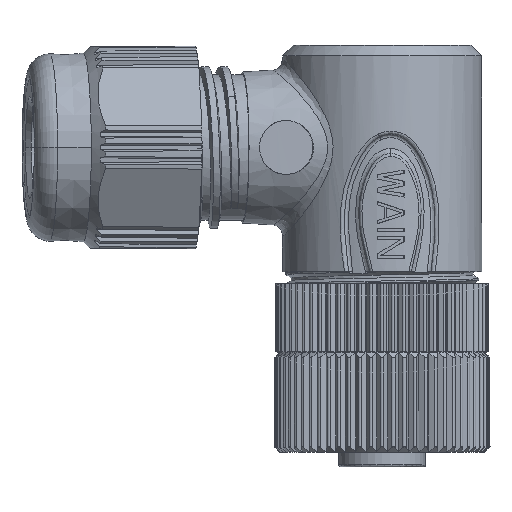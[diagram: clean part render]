
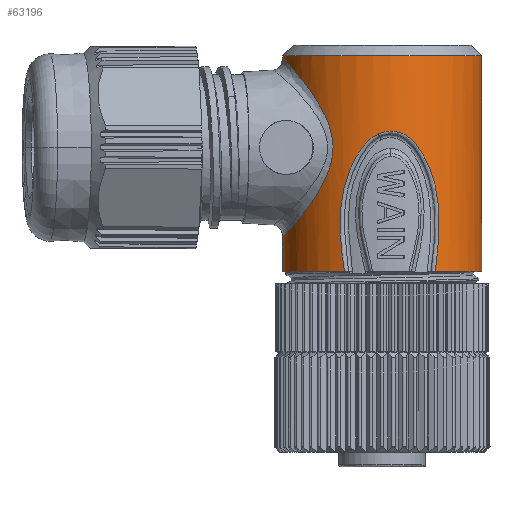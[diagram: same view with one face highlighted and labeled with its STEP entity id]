
A CAD part, top view. The second image highlights one B-rep face of the part: STEP entity #63196.
In plain terms, the highlighted cylindrical face has radius 9.25 mm (diameter 18.5 mm), a partial arc.
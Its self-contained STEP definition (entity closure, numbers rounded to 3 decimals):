
#11595=CARTESIAN_POINT('',(0.,7.5,0.));
#11596=DIRECTION('',(0.,1.,0.));
#11597=DIRECTION('',(0.533,0.,0.846));
#11598=AXIS2_PLACEMENT_3D('',#11595,#11596,#11597);
#11625=CARTESIAN_POINT('',(0.,7.5,0.));
#11626=DIRECTION('',(0.,1.,0.));
#11627=DIRECTION('',(-0.996,0.,0.087));
#11628=AXIS2_PLACEMENT_3D('',#11625,#11626,#11627);
#12545=CARTESIAN_POINT('',(4.933,7.5,7.825));
#12546=CARTESIAN_POINT('',(5.022,8.134,7.769));
#12547=CARTESIAN_POINT('',(5.164,9.291,7.675));
#12548=CARTESIAN_POINT('',(5.267,10.705,7.604));
#12549=CARTESIAN_POINT('',(5.308,11.769,7.575));
#12550=CARTESIAN_POINT('',(5.26,13.466,7.61));
#12551=CARTESIAN_POINT('',(5.061,14.903,7.745));
#12552=CARTESIAN_POINT('',(4.759,16.129,7.935));
#12553=CARTESIAN_POINT('',(4.398,17.118,8.141));
#12554=CARTESIAN_POINT('',(4.059,17.86,8.314));
#12555=CARTESIAN_POINT('',(3.687,18.574,8.491));
#12556=CARTESIAN_POINT('',(3.036,19.446,8.743));
#12557=CARTESIAN_POINT('',(2.714,19.77,8.847));
#12558=CARTESIAN_POINT('',(2.065,20.225,9.025));
#12559=CARTESIAN_POINT('',(1.463,20.445,9.14));
#12560=CARTESIAN_POINT('',(0.834,20.514,
9.22));
#12561=CARTESIAN_POINT('',(0.18,20.45,
9.255));
#12562=CARTESIAN_POINT('',(-0.181,20.329,
9.25));
#12563=CARTESIAN_POINT('',(-0.351,20.249,
9.243));
#12565=CARTESIAN_POINT('',(-0.351,20.249,
9.243));
#12566=CARTESIAN_POINT('',(-0.444,20.207,
9.24));
#12567=CARTESIAN_POINT('',(-0.633,20.109,
9.23));
#12568=CARTESIAN_POINT('',(-0.924,19.917,
9.205));
#12569=CARTESIAN_POINT('',(-1.223,19.671,
9.17));
#12570=CARTESIAN_POINT('',(-1.533,19.362,
9.124));
#12571=CARTESIAN_POINT('',(-1.849,18.98,
9.065));
#12572=CARTESIAN_POINT('',(-2.17,18.519,
8.994));
#12573=CARTESIAN_POINT('',(-2.493,17.97,
8.91));
#12574=CARTESIAN_POINT('',(-2.82,17.328,
8.812));
#12575=CARTESIAN_POINT('',(-3.138,16.584,
8.703));
#12576=CARTESIAN_POINT('',(-3.404,15.795,
8.602));
#12577=CARTESIAN_POINT('',(-3.609,14.985,
8.518));
#12578=CARTESIAN_POINT('',(-3.761,14.118,
8.451));
#12579=CARTESIAN_POINT('',(-3.863,13.128,
8.405));
#12580=CARTESIAN_POINT('',(-3.904,11.989,
8.386));
#12581=CARTESIAN_POINT('',(-3.869,10.686,
8.402));
#12582=CARTESIAN_POINT('',(-3.745,9.208,
8.458));
#12583=CARTESIAN_POINT('',(-3.592,8.09,
8.525));
#12584=CARTESIAN_POINT('',(-3.495,7.5,
8.564));
#12586=DIRECTION('',(0.,1.,0.));
#12587=VECTOR('',#12586,3.326);
#12588=CARTESIAN_POINT('',(-9.215,7.5,0.806));
#12589=LINE('',#12588,#12587);
#12597=CARTESIAN_POINT('',(0.,27.5,0.));
#12598=DIRECTION('',(0.,-1.,0.));
#12599=DIRECTION('',(0.996,0.,-0.087));
#12600=AXIS2_PLACEMENT_3D('',#12597,#12598,#12599);
#12688=DIRECTION('',(0.,-1.,0.));
#12689=VECTOR('',#12688,0.326);
#12690=CARTESIAN_POINT('',(-9.215,27.5,0.806));
#12691=LINE('',#12690,#12689);
#12721=DIRECTION('',(0.,1.,0.));
#12722=VECTOR('',#12721,20.);
#12723=CARTESIAN_POINT('',(9.215,7.5,-0.806));
#12724=LINE('',#12723,#12722);
#12905=CARTESIAN_POINT('',(-9.215,27.174,
0.806));
#12906=CARTESIAN_POINT('',(-9.199,27.174,
0.982));
#12907=CARTESIAN_POINT('',(-9.158,27.16,
1.336));
#12908=CARTESIAN_POINT('',(-9.065,27.099,
1.869));
#12909=CARTESIAN_POINT('',(-8.938,26.993,
2.403));
#12910=CARTESIAN_POINT('',(-8.777,26.842,
2.937));
#12911=CARTESIAN_POINT('',(-8.581,26.642,
3.469));
#12912=CARTESIAN_POINT('',(-8.348,26.39,
3.998));
#12913=CARTESIAN_POINT('',(-8.075,26.08,
4.525));
#12914=CARTESIAN_POINT('',(-7.762,25.709,
5.043));
#12915=CARTESIAN_POINT('',(-7.411,25.271,
5.547));
#12916=CARTESIAN_POINT('',(-7.023,24.765,
6.031));
#12917=CARTESIAN_POINT('',(-6.61,24.194,
6.48));
#12918=CARTESIAN_POINT('',(-6.188,23.567,
6.883));
#12919=CARTESIAN_POINT('',(-5.785,22.912,
7.223));
#12920=CARTESIAN_POINT('',(-5.43,22.261,
7.492));
#12921=CARTESIAN_POINT('',(-5.135,21.633,
7.696));
#12922=CARTESIAN_POINT('',(-4.907,21.048,
7.842));
#12923=CARTESIAN_POINT('',(-4.741,20.501,
7.943));
#12924=CARTESIAN_POINT('',(-4.628,19.984,
8.009));
#12925=CARTESIAN_POINT('',(-4.563,19.489,
8.046));
#12926=CARTESIAN_POINT('',(-4.541,19.007,
8.058));
#12927=CARTESIAN_POINT('',(-4.562,18.526,
8.047));
#12928=CARTESIAN_POINT('',(-4.625,18.033,
8.011));
#12929=CARTESIAN_POINT('',(-4.736,17.517,
7.946));
#12930=CARTESIAN_POINT('',(-4.902,16.968,
7.846));
#12931=CARTESIAN_POINT('',(-5.129,16.379,
7.7));
#12932=CARTESIAN_POINT('',(-5.425,15.748,
7.496));
#12933=CARTESIAN_POINT('',(-5.784,15.09,
7.224));
#12934=CARTESIAN_POINT('',(-6.189,14.432,
6.882));
#12935=CARTESIAN_POINT('',(-6.61,13.806,
6.48));
#12936=CARTESIAN_POINT('',(-7.025,13.233,
6.029));
#12937=CARTESIAN_POINT('',(-7.411,12.728,
5.546));
#12938=CARTESIAN_POINT('',(-7.763,12.29,
5.041));
#12939=CARTESIAN_POINT('',(-8.076,11.919,
4.523));
#12940=CARTESIAN_POINT('',(-8.349,11.61,
3.997));
#12941=CARTESIAN_POINT('',(-8.582,11.358,
3.468));
#12942=CARTESIAN_POINT('',(-8.778,11.158,
2.936));
#12943=CARTESIAN_POINT('',(-8.939,11.006,
2.402));
#12944=CARTESIAN_POINT('',(-9.065,10.901,
1.867));
#12945=CARTESIAN_POINT('',(-9.158,10.84,
1.335));
#12946=CARTESIAN_POINT('',(-9.199,10.826,
0.982));
#12947=CARTESIAN_POINT('',(-9.215,10.826,
0.806));
#39259=CARTESIAN_POINT('',(4.933,7.5,7.825));
#41767=VERTEX_POINT('',#39259);
#41768=CARTESIAN_POINT('',(9.215,7.5,-0.806));
#41769=VERTEX_POINT('',#41768);
#41786=CARTESIAN_POINT('',(-9.215,7.5,0.806));
#41787=VERTEX_POINT('',#41786);
#41788=CARTESIAN_POINT('',(-3.495,7.5,8.564));
#41789=VERTEX_POINT('',#41788);
#41951=VERTEX_POINT('',#12565);
#41952=CARTESIAN_POINT('',(9.215,27.5,-0.806));
#41953=CARTESIAN_POINT('',(-9.215,27.5,0.806));
#41954=VERTEX_POINT('',#41952);
#41955=VERTEX_POINT('',#41953);
#41956=CARTESIAN_POINT('',(-9.215,10.826,
0.806));
#41957=VERTEX_POINT('',#41956);
#41958=VERTEX_POINT('',#12905);
#63174=CARTESIAN_POINT('',(0.,1.3,0.));
#63175=DIRECTION('',(0.,1.,0.));
#63176=DIRECTION('',(0.996,0.,-0.087));
#63177=AXIS2_PLACEMENT_3D('',#63174,#63175,#63176);
#63178=CYLINDRICAL_SURFACE('',#63177,9.25);
#63180=ORIENTED_EDGE('',*,*,#63179,.F.);
#63182=ORIENTED_EDGE('',*,*,#63181,.F.);
#63183=ORIENTED_EDGE('',*,*,#60991,.F.);
#63185=ORIENTED_EDGE('',*,*,#63184,.T.);
#63186=ORIENTED_EDGE('',*,*,#63165,.T.);
#63187=ORIENTED_EDGE('',*,*,#61019,.F.);
#63189=ORIENTED_EDGE('',*,*,#63188,.T.);
#63191=ORIENTED_EDGE('',*,*,#63190,.F.);
#63193=ORIENTED_EDGE('',*,*,#63192,.F.);
#63194=EDGE_LOOP('',(#63180,#63182,#63183,#63185,#63186,#63187,#63189,#63191,
#63193));
#63195=FACE_OUTER_BOUND('',#63194,.F.);
#63196=ADVANCED_FACE('',(#63195),#63178,.T.);
#11599=CIRCLE('',#11598,9.25);
#11629=CIRCLE('',#11628,9.25);
#12564=B_SPLINE_CURVE_WITH_KNOTS('',3,(#12545,#12546,#12547,#12548,#12549,
#12550,#12551,#12552,#12553,#12554,#12555,#12556,#12557,#12558,#12559,#12560,
#12561,#12562,#12563),.UNSPECIFIED.,.F.,.F.,(4,1,1,1,1,1,1,1,1,1,1,1,1,1,1,1,4),
(0.,0.063,0.125,0.188,0.25,0.313,0.375,0.438,0.5,0.563,
0.625,0.688,0.75,0.813,0.875,0.938,1.),.UNSPECIFIED.);
#12585=B_SPLINE_CURVE_WITH_KNOTS('',3,(#12565,#12566,#12567,#12568,#12569,
#12570,#12571,#12572,#12573,#12574,#12575,#12576,#12577,#12578,#12579,#12580,
#12581,#12582,#12583,#12584),.UNSPECIFIED.,.F.,.F.,(4,1,1,1,1,1,1,1,1,1,1,1,1,1,
1,1,1,4),(0.,0.059,0.118,0.176,
0.235,0.294,0.353,0.412,
0.471,0.529,0.588,0.647,
0.706,0.765,0.824,0.882,
0.941,1.),.UNSPECIFIED.);
#12601=CIRCLE('',#12600,9.25);
#12948=B_SPLINE_CURVE_WITH_KNOTS('',3,(#12905,#12906,#12907,#12908,#12909,
#12910,#12911,#12912,#12913,#12914,#12915,#12916,#12917,#12918,#12919,#12920,
#12921,#12922,#12923,#12924,#12925,#12926,#12927,#12928,#12929,#12930,#12931,
#12932,#12933,#12934,#12935,#12936,#12937,#12938,#12939,#12940,#12941,#12942,
#12943,#12944,#12945,#12946,#12947),.UNSPECIFIED.,.F.,.F.,(4,1,1,1,1,1,1,1,1,1,
1,1,1,1,1,1,1,1,1,1,1,1,1,1,1,1,1,1,1,1,1,1,1,1,1,1,1,1,1,1,4),(0.,0.025,
0.05,0.075,0.1,0.125,0.15,0.175,0.2,0.225,0.25,0.275,0.3,
0.325,0.35,0.375,0.4,0.425,0.45,0.475,0.5,0.525,0.55,
0.575,0.6,0.625,0.65,0.675,0.7,0.725,0.75,0.775,0.8,0.825,
0.85,0.875,0.9,0.925,0.95,0.975,1.),.UNSPECIFIED.);
#60991=EDGE_CURVE('',#41767,#41769,#11599,.T.);
#61019=EDGE_CURVE('',#41787,#41789,#11629,.T.);
#63165=EDGE_CURVE('',#41951,#41789,#12585,.T.);
#63179=EDGE_CURVE('',#41954,#41955,#12601,.T.);
#63181=EDGE_CURVE('',#41769,#41954,#12724,.T.);
#63184=EDGE_CURVE('',#41767,#41951,#12564,.T.);
#63188=EDGE_CURVE('',#41787,#41957,#12589,.T.);
#63190=EDGE_CURVE('',#41958,#41957,#12948,.T.);
#63192=EDGE_CURVE('',#41955,#41958,#12691,.T.);
